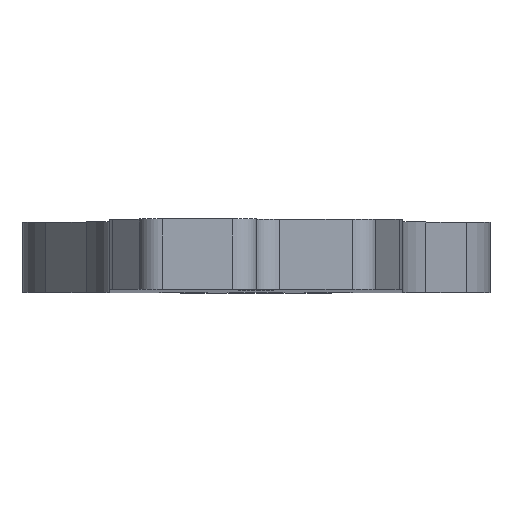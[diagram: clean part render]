
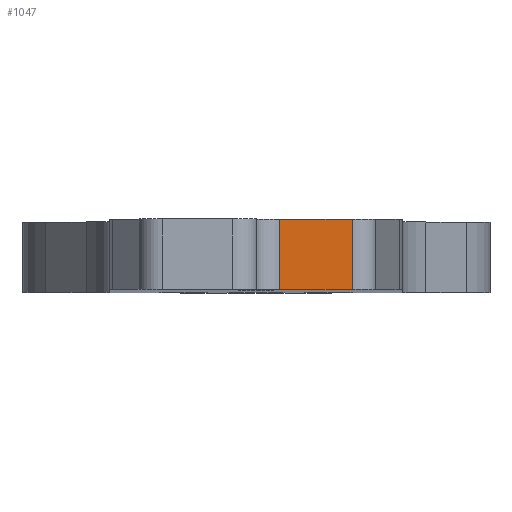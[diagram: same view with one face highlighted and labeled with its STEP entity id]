
A CAD part, top view. The second image highlights one B-rep face of the part: STEP entity #1047.
In plain terms, the highlighted planar face has unit normal (0, 0, 1).
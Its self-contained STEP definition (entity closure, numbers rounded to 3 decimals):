
#46=PLANE('',#1165);
#89=FACE_OUTER_BOUND('',#139,.T.);
#139=EDGE_LOOP('',(#819,#820,#821,#822));
#233=LINE('',#1730,#325);
#234=LINE('',#1733,#326);
#235=LINE('',#1735,#327);
#236=LINE('',#1736,#328);
#325=VECTOR('',#1417,10.);
#326=VECTOR('',#1420,10.);
#327=VECTOR('',#1421,10.);
#328=VECTOR('',#1422,10.);
#495=VERTEX_POINT('',#1726);
#496=VERTEX_POINT('',#1728);
#497=VERTEX_POINT('',#1732);
#498=VERTEX_POINT('',#1734);
#633=EDGE_CURVE('',#495,#496,#233,.T.);
#634=EDGE_CURVE('',#497,#495,#234,.T.);
#635=EDGE_CURVE('',#498,#496,#235,.T.);
#636=EDGE_CURVE('',#497,#498,#236,.T.);
#819=ORIENTED_EDGE('',*,*,#634,.T.);
#820=ORIENTED_EDGE('',*,*,#633,.T.);
#821=ORIENTED_EDGE('',*,*,#635,.F.);
#822=ORIENTED_EDGE('',*,*,#636,.F.);
#1047=ADVANCED_FACE('',(#89),#46,.T.);
#1165=AXIS2_PLACEMENT_3D('',#1731,#1418,#1419);
#1417=DIRECTION('',(0.,1.,0.));
#1418=DIRECTION('center_axis',(0.,0.,1.));
#1419=DIRECTION('ref_axis',(1.,0.,0.));
#1420=DIRECTION('',(1.,0.,0.));
#1421=DIRECTION('',(1.,0.,0.));
#1422=DIRECTION('',(0.,1.,0.));
#1726=CARTESIAN_POINT('',(8.234,0.,156.5));
#1728=CARTESIAN_POINT('',(8.234,6.,156.5));
#1730=CARTESIAN_POINT('',(8.234,0.,156.5));
#1731=CARTESIAN_POINT('Origin',(2.,0.,156.5));
#1732=CARTESIAN_POINT('',(2.,0.,156.5));
#1733=CARTESIAN_POINT('',(2.,0.,156.5));
#1734=CARTESIAN_POINT('',(2.,6.,156.5));
#1735=CARTESIAN_POINT('',(2.,6.,156.5));
#1736=CARTESIAN_POINT('',(2.,0.,156.5));
